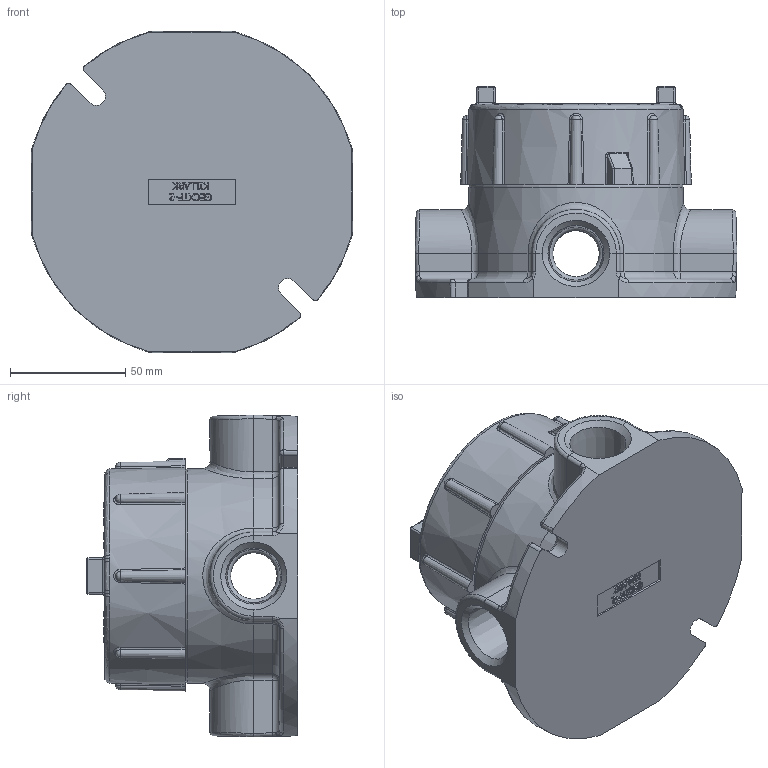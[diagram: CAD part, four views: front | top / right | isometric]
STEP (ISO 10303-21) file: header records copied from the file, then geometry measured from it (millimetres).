
FILE_DESCRIPTION(/* description */ (''),/* implementation_level */ '2;1');
FILE_NAME(/* name */ 'KIL_GECXTF-2.stp',/* time_stamp */ '2021-05-10T20:50:44+05:00',/* author */ ('lsugumaran'),/* organization */ (''),/* preprocessor_version */ 'ST-DEVELOPER v18',/* originating_system */ 'Autodesk Inventor 2020',/* authorisation */ '');
FILE_SCHEMA (('AUTOMOTIVE_DESIGN { 1 0 10303 214 3 1 1 }'));
Length unit declared in the file: inch
Products named in the file (3): GEJET-5; 22967; 18476-1
Assembly tree (2 placements, depth 2):
  GEJET-5
    22967
    18476-1
Bounding box: 139.7 x 91.76 x 139.7 mm (x, y, z)
Volume: 381161.2 mm3; surface area: 113228.2 mm2
Topology: 2 solids, 2 shells, 4918 faces, 13361 edges, 8844 vertices
Faces by surface type: plane 2949, bspline 1785, cylinder 98, cone 37, torus 29, sphere 20
Full cylindrical faces by diameter (mm): 0.886 x1, 1.057 x1, 3.683 x1, 7.763 x1, 9.525 x1, 20.117 x4, 77.47 x1, 80.962 x1
Entity records: 174566 total; most frequent: CARTESIAN_POINT 62547, ORIENTED_EDGE 26704, DIRECTION 16355, EDGE_CURVE 13352, LINE 9319, VECTOR 9319, VERTEX_POINT 8844, EDGE_LOOP 5332
